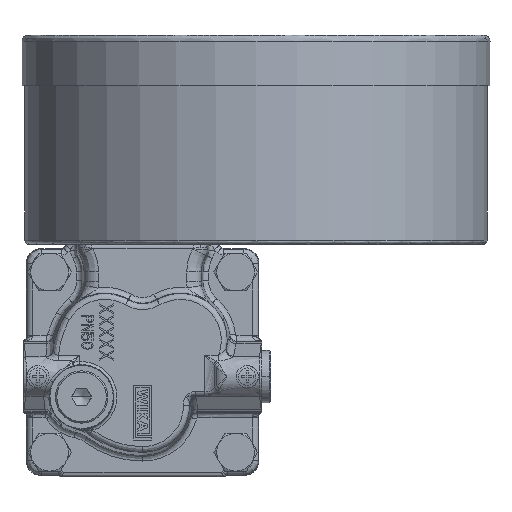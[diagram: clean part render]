
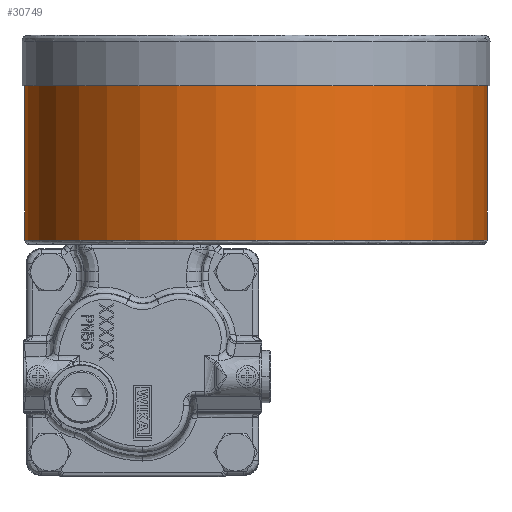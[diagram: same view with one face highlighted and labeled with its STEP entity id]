
A CAD part, left-side view. The second image highlights one B-rep face of the part: STEP entity #30749.
In plain terms, the highlighted free-form (B-spline) face has degree [8, 1] with [9, 2] control points.
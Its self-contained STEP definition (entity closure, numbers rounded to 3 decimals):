
#325=DIRECTION('',(0.,0.,-1.));
#326=VECTOR('',#325,53.);
#327=CARTESIAN_POINT('',(0.7,40.5,95.001));
#328=LINE('',#327,#326);
#329=CARTESIAN_POINT('',(0.7,-39.,42.001));
#330=DIRECTION('',(0.,0.,-1.));
#331=DIRECTION('',(0.,-1.,0.));
#332=AXIS2_PLACEMENT_3D('',#329,#330,#331);
#334=DIRECTION('',(0.,0.,-1.));
#335=VECTOR('',#334,53.);
#336=CARTESIAN_POINT('',(0.7,-118.5,95.001));
#337=LINE('',#336,#335);
#372=CARTESIAN_POINT('',(0.7,-39.,95.001));
#373=DIRECTION('',(0.,0.,-1.));
#374=DIRECTION('',(0.,-1.,0.));
#375=AXIS2_PLACEMENT_3D('',#372,#373,#374);
#29842=CARTESIAN_POINT('',(0.7,40.5,42.001));
#29843=CARTESIAN_POINT('',(0.7,-118.5,42.001));
#29844=VERTEX_POINT('',#29842);
#29845=VERTEX_POINT('',#29843);
#29846=CARTESIAN_POINT('',(0.7,-118.5,95.001));
#29847=VERTEX_POINT('',#29846);
#29848=CARTESIAN_POINT('',(0.7,40.5,95.001));
#29849=VERTEX_POINT('',#29848);
#30722=CARTESIAN_POINT('',(5.692,40.344,40.941));
#30723=CARTESIAN_POINT('',(5.692,40.344,96.061));
#30724=CARTESIAN_POINT('',(-26.713,42.382,40.941));
#30725=CARTESIAN_POINT('',(-26.713,42.382,96.061));
#30726=CARTESIAN_POINT('',(-60.069,29.296,40.941));
#30727=CARTESIAN_POINT('',(-60.069,29.296,96.061));
#30728=CARTESIAN_POINT('',(-86.137,0.592,40.941));
#30729=CARTESIAN_POINT('',(-86.137,0.592,96.061));
#30730=CARTESIAN_POINT('',(-96.367,-39.01,40.941));
#30731=CARTESIAN_POINT('',(-96.367,-39.01,96.061));
#30732=CARTESIAN_POINT('',(-86.137,-78.58,40.941));
#30733=CARTESIAN_POINT('',(-86.137,-78.58,96.061));
#30734=CARTESIAN_POINT('',(-60.069,-107.296,40.941));
#30735=CARTESIAN_POINT('',(-60.069,-107.296,96.061));
#30736=CARTESIAN_POINT('',(-26.713,-120.382,40.941));
#30737=CARTESIAN_POINT('',(-26.713,-120.382,96.061));
#30738=CARTESIAN_POINT('',(5.692,-118.344,40.941));
#30739=CARTESIAN_POINT('',(5.692,-118.344,96.061));
#30740=B_SPLINE_SURFACE_WITH_KNOTS('',8,1,((#30722,#30723),(#30724,#30725),(
#30726,#30727),(#30728,#30729),(#30730,#30731),(#30732,#30733),(#30734,#30735),(
#30736,#30737),(#30738,#30739)),.UNSPECIFIED.,.F.,.F.,.F.,(9,9),(2,2),(
0.,3.267),(-27.56,27.56),.UNSPECIFIED.);
#30742=ORIENTED_EDGE('',*,*,#30741,.T.);
#30743=ORIENTED_EDGE('',*,*,#30717,.F.);
#30745=ORIENTED_EDGE('',*,*,#30744,.F.);
#30746=ORIENTED_EDGE('',*,*,#30713,.T.);
#30747=EDGE_LOOP('',(#30742,#30743,#30745,#30746));
#30748=FACE_OUTER_BOUND('',#30747,.F.);
#30749=ADVANCED_FACE('',(#30748),#30740,.T.);
#333=CIRCLE('',#332,79.5);
#376=CIRCLE('',#375,79.5);
#30713=EDGE_CURVE('',#29847,#29845,#337,.T.);
#30717=EDGE_CURVE('',#29849,#29844,#328,.T.);
#30741=EDGE_CURVE('',#29845,#29844,#333,.T.);
#30744=EDGE_CURVE('',#29847,#29849,#376,.T.);
